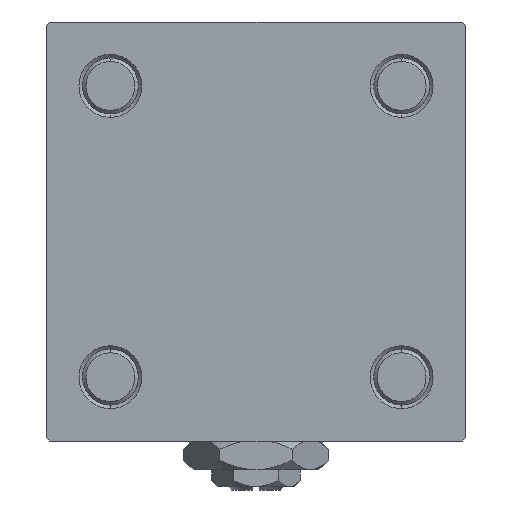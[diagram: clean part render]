
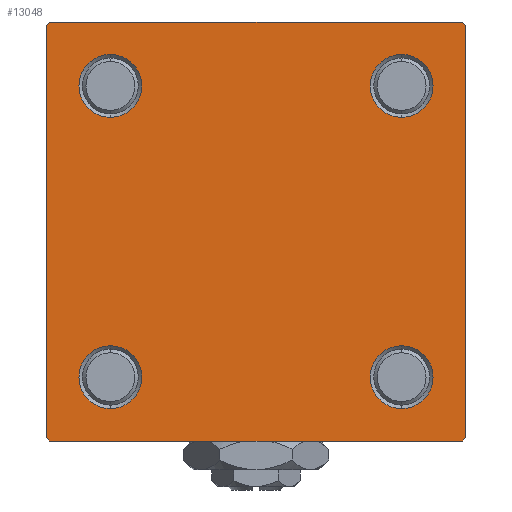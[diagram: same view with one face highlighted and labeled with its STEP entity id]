
A CAD part, left-side view. The second image highlights one B-rep face of the part: STEP entity #13048.
In plain terms, the highlighted planar face has unit normal (-1, 0, 0).
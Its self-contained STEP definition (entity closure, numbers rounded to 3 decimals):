
#736 = VERTEX_POINT ( 'NONE', #36731 ) ;
#789 = VERTEX_POINT ( 'NONE', #40921 ) ;
#865 = CARTESIAN_POINT ( 'NONE',  ( 0., -20.85, 20.85 ) ) ;
#1178 = VERTEX_POINT ( 'NONE', #41373 ) ;
#1691 = EDGE_CURVE ( 'NONE', #736, #22505, #13414, .T. ) ;
#2977 = ORIENTED_EDGE ( 'NONE', *, *, #50527, .T. ) ;
#3136 = AXIS2_PLACEMENT_3D ( 'NONE', #38561, #9563, #10516 ) ;
#3501 = EDGE_CURVE ( 'NONE', #49827, #7198, #8809, .T. ) ;
#3801 = DIRECTION ( 'NONE',  ( 0., 0., 1. ) ) ;
#4403 = AXIS2_PLACEMENT_3D ( 'NONE', #13664, #14417, #42193 ) ;
#4429 = ORIENTED_EDGE ( 'NONE', *, *, #14458, .T. ) ;
#4810 = FACE_OUTER_BOUND ( 'NONE', #32638, .T. ) ;
#5405 = VERTEX_POINT ( 'NONE', #31942 ) ;
#5726 = VERTEX_POINT ( 'NONE', #20009 ) ;
#6090 = ORIENTED_EDGE ( 'NONE', *, *, #25386, .F. ) ;
#7014 = CARTESIAN_POINT ( 'NONE',  ( 0., 20.85, 16.35 ) ) ;
#7198 = VERTEX_POINT ( 'NONE', #20412 ) ;
#7423 = AXIS2_PLACEMENT_3D ( 'NONE', #26546, #46195, #26034 ) ;
#7493 = CARTESIAN_POINT ( 'NONE',  ( 0., -20.85, 16.35 ) ) ;
#7766 = ORIENTED_EDGE ( 'NONE', *, *, #44288, .T. ) ;
#8366 = ORIENTED_EDGE ( 'NONE', *, *, #16586, .F. ) ;
#8450 = EDGE_CURVE ( 'NONE', #789, #26701, #46622, .T. ) ;
#8580 = LINE ( 'NONE', #28762, #16673 ) ;
#8634 = DIRECTION ( 'NONE',  ( 0., 0., 1. ) ) ;
#8723 = DIRECTION ( 'NONE',  ( -1., 0., 0. ) ) ;
#8809 = CIRCLE ( 'NONE', #50603, 4.5 ) ;
#9117 = ORIENTED_EDGE ( 'NONE', *, *, #41934, .T. ) ;
#9450 = DIRECTION ( 'NONE',  ( 0., 0.707, 0.707 ) ) ;
#9563 = DIRECTION ( 'NONE',  ( 1., 0., 0. ) ) ;
#10008 = DIRECTION ( 'NONE',  ( 1., 0., 0. ) ) ;
#10516 = DIRECTION ( 'NONE',  ( 0., 0., 1. ) ) ;
#10657 = DIRECTION ( 'NONE',  ( 1., 0., 0. ) ) ;
#11392 = DIRECTION ( 'NONE',  ( 0., 0., 1. ) ) ;
#11617 = CIRCLE ( 'NONE', #7423, 4.5 ) ;
#12345 = EDGE_CURVE ( 'NONE', #5726, #37150, #36713, .T. ) ;
#12422 = LINE ( 'NONE', #16343, #20847 ) ;
#13048 = ADVANCED_FACE ( 'NONE', ( #31294, #47271, #27359, #39412, #4810 ), #33357, .T. ) ;
#13346 = DIRECTION ( 'NONE',  ( 1., 0., 0. ) ) ;
#13414 = LINE ( 'NONE', #31730, #33944 ) ;
#13573 = ORIENTED_EDGE ( 'NONE', *, *, #34821, .T. ) ;
#13584 = DIRECTION ( 'NONE',  ( 0., 0.707, -0.707 ) ) ;
#13664 = CARTESIAN_POINT ( 'NONE',  ( 0., 20.85, -20.85 ) ) ;
#14417 = DIRECTION ( 'NONE',  ( 1., 0., 0. ) ) ;
#14443 = VERTEX_POINT ( 'NONE', #49115 ) ;
#14458 = EDGE_CURVE ( 'NONE', #5405, #1178, #11617, .T. ) ;
#14510 = CARTESIAN_POINT ( 'NONE',  ( 0., -29.5, 30. ) ) ;
#14565 = VECTOR ( 'NONE', #34838, 1000. ) ;
#15192 = CARTESIAN_POINT ( 'NONE',  ( 0., -30., -29.5 ) ) ;
#15645 = CARTESIAN_POINT ( 'NONE',  ( 0., -30., 29.5 ) ) ;
#16254 = CIRCLE ( 'NONE', #49733, 4.5 ) ;
#16343 = CARTESIAN_POINT ( 'NONE',  ( 0., 30., 30. ) ) ;
#16377 = EDGE_LOOP ( 'NONE', ( #25680, #47627 ) ) ;
#16586 = EDGE_CURVE ( 'NONE', #14443, #41171, #12422, .T. ) ;
#16606 = VERTEX_POINT ( 'NONE', #48580 ) ;
#16673 = VECTOR ( 'NONE', #20368, 1000. ) ;
#17042 = LINE ( 'NONE', #25688, #44735 ) ;
#17254 = LINE ( 'NONE', #18016, #51611 ) ;
#17363 = DIRECTION ( 'NONE',  ( 0., 0., 1. ) ) ;
#17450 = AXIS2_PLACEMENT_3D ( 'NONE', #865, #10008, #18119 ) ;
#17487 = AXIS2_PLACEMENT_3D ( 'NONE', #49080, #8723, #17363 ) ;
#18016 = CARTESIAN_POINT ( 'NONE',  ( 0., 29.75, 29.75 ) ) ;
#18119 = DIRECTION ( 'NONE',  ( 0., 0., 1. ) ) ;
#19045 = ORIENTED_EDGE ( 'NONE', *, *, #3501, .T. ) ;
#19558 = EDGE_CURVE ( 'NONE', #37150, #5726, #46090, .T. ) ;
#20009 = CARTESIAN_POINT ( 'NONE',  ( 0., -20.85, 25.35 ) ) ;
#20368 = DIRECTION ( 'NONE',  ( 0., 0., -1. ) ) ;
#20412 = CARTESIAN_POINT ( 'NONE',  ( 0., 20.85, -25.35 ) ) ;
#20847 = VECTOR ( 'NONE', #31837, 1000. ) ;
#22042 = CARTESIAN_POINT ( 'NONE',  ( 0., 30., 29.5 ) ) ;
#22223 = DIRECTION ( 'NONE',  ( 0., -1., 0. ) ) ;
#22445 = DIRECTION ( 'NONE',  ( 0., 0., 1. ) ) ;
#22505 = VERTEX_POINT ( 'NONE', #15192 ) ;
#22936 = CARTESIAN_POINT ( 'NONE',  ( 0., 20.85, -16.35 ) ) ;
#24663 = ORIENTED_EDGE ( 'NONE', *, *, #19558, .T. ) ;
#24879 = LINE ( 'NONE', #36937, #29823 ) ;
#25245 = EDGE_LOOP ( 'NONE', ( #48951, #24663 ) ) ;
#25386 = EDGE_CURVE ( 'NONE', #31768, #22505, #47155, .T. ) ;
#25680 = ORIENTED_EDGE ( 'NONE', *, *, #8450, .T. ) ;
#25688 = CARTESIAN_POINT ( 'NONE',  ( 0., -29.75, 29.75 ) ) ;
#25997 = EDGE_CURVE ( 'NONE', #26701, #789, #16254, .T. ) ;
#26034 = DIRECTION ( 'NONE',  ( 0., 0., 1. ) ) ;
#26546 = CARTESIAN_POINT ( 'NONE',  ( 0., -20.85, -20.85 ) ) ;
#26676 = DIRECTION ( 'NONE',  ( 0., -0.707, -0.707 ) ) ;
#26701 = VERTEX_POINT ( 'NONE', #7014 ) ;
#27170 = CARTESIAN_POINT ( 'NONE',  ( 0., -20.85, 20.85 ) ) ;
#27359 = FACE_BOUND ( 'NONE', #31312, .T. ) ;
#27377 = CARTESIAN_POINT ( 'NONE',  ( 0., 20.85, 20.85 ) ) ;
#28750 = EDGE_CURVE ( 'NONE', #7198, #49827, #31139, .T. ) ;
#28762 = CARTESIAN_POINT ( 'NONE',  ( 0., 30., 30. ) ) ;
#29823 = VECTOR ( 'NONE', #22223, 1000. ) ;
#29935 = VERTEX_POINT ( 'NONE', #30661 ) ;
#30352 = CARTESIAN_POINT ( 'NONE',  ( 0., 29.75, -29.75 ) ) ;
#30661 = CARTESIAN_POINT ( 'NONE',  ( 0., 29.5, -30. ) ) ;
#31139 = CIRCLE ( 'NONE', #4403, 4.5 ) ;
#31294 = FACE_BOUND ( 'NONE', #25245, .T. ) ;
#31312 = EDGE_LOOP ( 'NONE', ( #19045, #36919 ) ) ;
#31707 = EDGE_LOOP ( 'NONE', ( #4429, #32711 ) ) ;
#31730 = CARTESIAN_POINT ( 'NONE',  ( 0., -29.75, -29.75 ) ) ;
#31768 = VERTEX_POINT ( 'NONE', #15645 ) ;
#31837 = DIRECTION ( 'NONE',  ( 0., -1., 0. ) ) ;
#31942 = CARTESIAN_POINT ( 'NONE',  ( 0., -20.85, -16.35 ) ) ;
#32584 = AXIS2_PLACEMENT_3D ( 'NONE', #41376, #13346, #8634 ) ;
#32638 = EDGE_LOOP ( 'NONE', ( #2977, #46580, #9117, #40166, #6090, #13573, #8366, #7766 ) ) ;
#32711 = ORIENTED_EDGE ( 'NONE', *, *, #50185, .T. ) ;
#33357 = PLANE ( 'NONE',  #17487 ) ;
#33944 = VECTOR ( 'NONE', #39582, 1000. ) ;
#34128 = VECTOR ( 'NONE', #26676, 1000. ) ;
#34821 = EDGE_CURVE ( 'NONE', #31768, #41171, #17042, .T. ) ;
#34838 = DIRECTION ( 'NONE',  ( 0., 0., -1. ) ) ;
#36713 = CIRCLE ( 'NONE', #17450, 4.5 ) ;
#36731 = CARTESIAN_POINT ( 'NONE',  ( 0., -29.5, -30. ) ) ;
#36919 = ORIENTED_EDGE ( 'NONE', *, *, #28750, .T. ) ;
#36937 = CARTESIAN_POINT ( 'NONE',  ( 0., 30., -30. ) ) ;
#37150 = VERTEX_POINT ( 'NONE', #7493 ) ;
#38561 = CARTESIAN_POINT ( 'NONE',  ( 0., 20.85, 20.85 ) ) ;
#38570 = AXIS2_PLACEMENT_3D ( 'NONE', #27170, #10657, #22445 ) ;
#39412 = FACE_BOUND ( 'NONE', #16377, .T. ) ;
#39582 = DIRECTION ( 'NONE',  ( 0., -0.707, 0.707 ) ) ;
#40166 = ORIENTED_EDGE ( 'NONE', *, *, #1691, .T. ) ;
#40921 = CARTESIAN_POINT ( 'NONE',  ( 0., 20.85, 25.35 ) ) ;
#41171 = VERTEX_POINT ( 'NONE', #14510 ) ;
#41373 = CARTESIAN_POINT ( 'NONE',  ( 0., -20.85, -25.35 ) ) ;
#41376 = CARTESIAN_POINT ( 'NONE',  ( 0., -20.85, -20.85 ) ) ;
#41934 = EDGE_CURVE ( 'NONE', #29935, #736, #24879, .T. ) ;
#42134 = LINE ( 'NONE', #30352, #34128 ) ;
#42193 = DIRECTION ( 'NONE',  ( 0., 0., 1. ) ) ;
#42562 = VERTEX_POINT ( 'NONE', #22042 ) ;
#44288 = EDGE_CURVE ( 'NONE', #14443, #42562, #17254, .T. ) ;
#44735 = VECTOR ( 'NONE', #9450, 1000. ) ;
#46090 = CIRCLE ( 'NONE', #38570, 4.5 ) ;
#46195 = DIRECTION ( 'NONE',  ( 1., 0., 0. ) ) ;
#46395 = EDGE_CURVE ( 'NONE', #16606, #29935, #42134, .T. ) ;
#46580 = ORIENTED_EDGE ( 'NONE', *, *, #46395, .T. ) ;
#46622 = CIRCLE ( 'NONE', #3136, 4.5 ) ;
#47033 = DIRECTION ( 'NONE',  ( 1., 0., 0. ) ) ;
#47155 = LINE ( 'NONE', #50814, #14565 ) ;
#47271 = FACE_BOUND ( 'NONE', #31707, .T. ) ;
#47627 = ORIENTED_EDGE ( 'NONE', *, *, #25997, .T. ) ;
#47662 = CIRCLE ( 'NONE', #32584, 4.5 ) ;
#48580 = CARTESIAN_POINT ( 'NONE',  ( 0., 30., -29.5 ) ) ;
#48951 = ORIENTED_EDGE ( 'NONE', *, *, #12345, .T. ) ;
#49080 = CARTESIAN_POINT ( 'NONE',  ( 0., 0., 0. ) ) ;
#49115 = CARTESIAN_POINT ( 'NONE',  ( 0., 29.5, 30. ) ) ;
#49733 = AXIS2_PLACEMENT_3D ( 'NONE', #27377, #47033, #11392 ) ;
#49827 = VERTEX_POINT ( 'NONE', #22936 ) ;
#50185 = EDGE_CURVE ( 'NONE', #1178, #5405, #47662, .T. ) ;
#50527 = EDGE_CURVE ( 'NONE', #42562, #16606, #8580, .T. ) ;
#50603 = AXIS2_PLACEMENT_3D ( 'NONE', #51470, #51217, #3801 ) ;
#50814 = CARTESIAN_POINT ( 'NONE',  ( 0., -30., 30. ) ) ;
#51217 = DIRECTION ( 'NONE',  ( 1., 0., 0. ) ) ;
#51470 = CARTESIAN_POINT ( 'NONE',  ( 0., 20.85, -20.85 ) ) ;
#51611 = VECTOR ( 'NONE', #13584, 1000. ) ;
